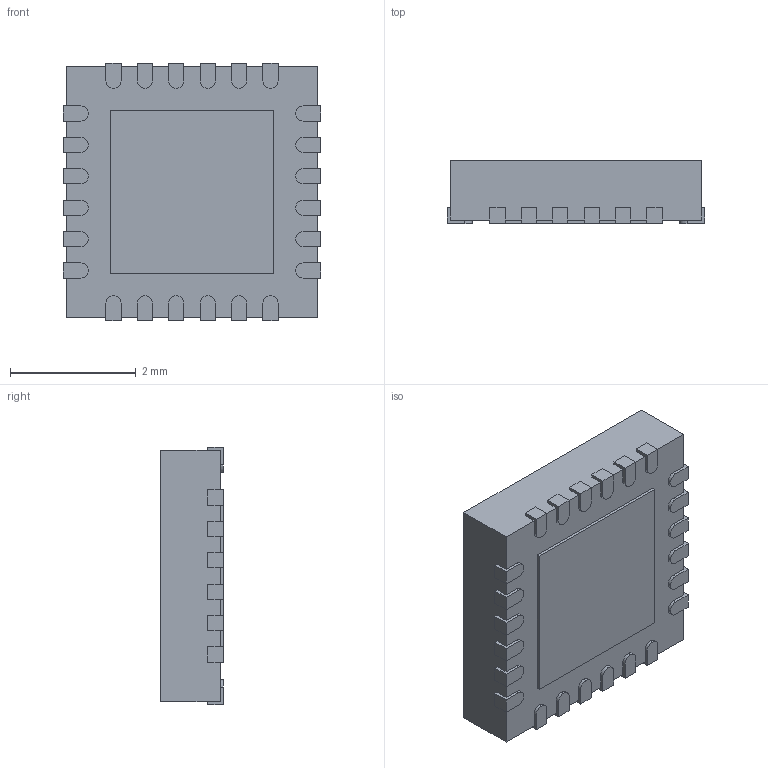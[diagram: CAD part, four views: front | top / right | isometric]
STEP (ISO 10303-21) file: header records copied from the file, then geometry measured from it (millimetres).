
FILE_DESCRIPTION (( 'STEP AP214' ), '1' );
FILE_NAME ( 'QFN_25_P50_400X400X100L40X24T260N.STEP', '2019-02-03T20:32:42', ( '' ), ( '' ), 'Part was generated with the free Library Expert Lite available at www.PCBLibraries.com. Removing line will violate the End User License Agreement.', '©2017 PCB Libraries, Inc.', '' );
FILE_SCHEMA (( 'AUTOMOTIVE_DESIGN' ));
Length unit declared in the file: millimetre
Products named in the file (1): QFN_25_P50_400X400X100L40X24T260N
Bounding box: 4.1 x 1 x 4.1 mm (x, y, z)
Volume: 15.7 mm3; surface area: 74 mm2
Topology: 26 solids, 26 shells, 236 faces, 546 edges, 364 vertices
Faces by surface type: plane 186, cylinder 48, torus 2
Entity records: 7591 total; most frequent: CARTESIAN_POINT 1147, DIRECTION 1122, ORIENTED_EDGE 1092, EDGE_CURVE 546, VECTOR 444, LINE 444, VERTEX_POINT 364, AXIS2_PLACEMENT_3D 339
